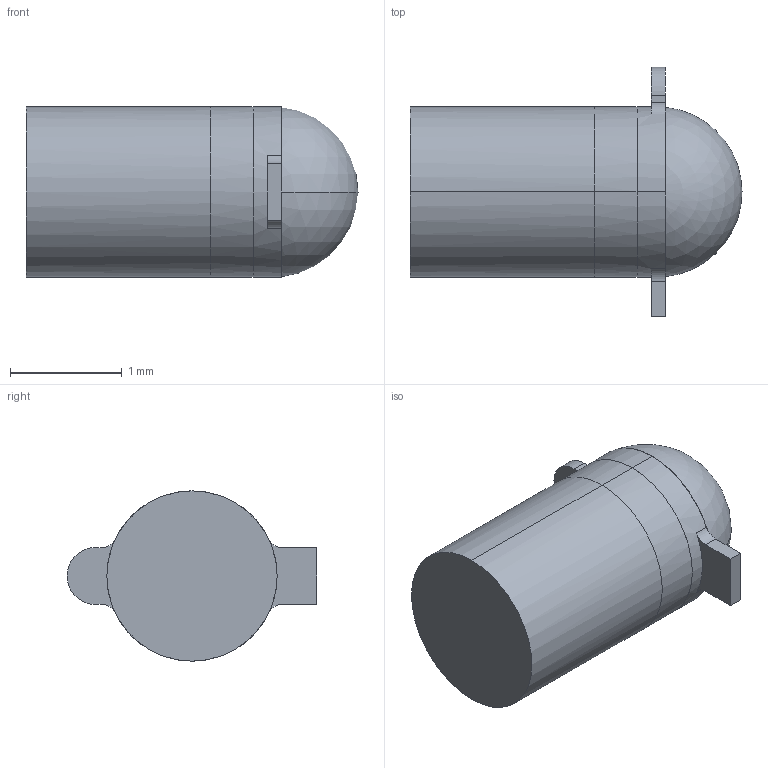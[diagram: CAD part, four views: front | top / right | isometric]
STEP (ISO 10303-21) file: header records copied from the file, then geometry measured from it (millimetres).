
FILE_DESCRIPTION (( 'STEP AP214' ), '1' );
FILE_NAME ('OP124.STEP', '2019-10-21T18:24:59', ( '' ), ( '' ), 'SwSTEP 2.0', 'SolidWorks 2018', '' );
FILE_SCHEMA (( 'AUTOMOTIVE_DESIGN' ));
Length unit declared in the file: inch
Products named in the file (1): OP124
Bounding box: 2.97 x 2.24 x 1.52 mm (x, y, z)
Volume: 4.8 mm3; surface area: 19.4 mm2
Topology: 1 solids, 2 shells, 27 faces, 62 edges, 41 vertices
Faces by surface type: cylinder 13, plane 12, sphere 2
Entity records: 1142 total; most frequent: CARTESIAN_POINT 149, DIRECTION 146, ORIENTED_EDGE 124, EDGE_CURVE 62, AXIS2_PLACEMENT_3D 58, VERTEX_POINT 41, VECTOR 30, CIRCLE 30
